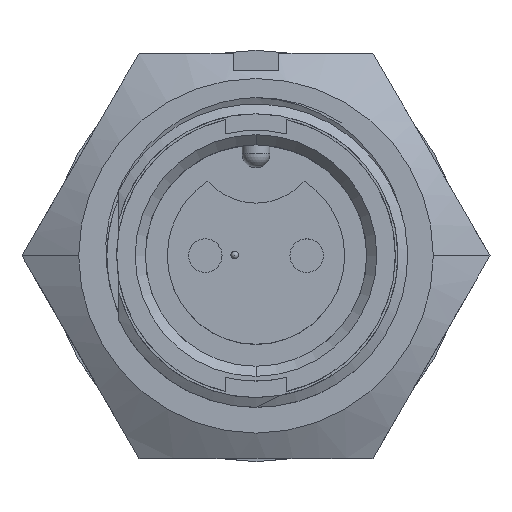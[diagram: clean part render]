
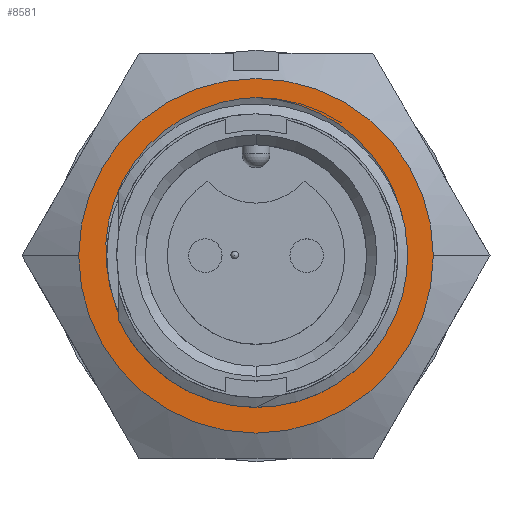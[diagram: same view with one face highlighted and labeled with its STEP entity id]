
A CAD part, top view. The second image highlights one B-rep face of the part: STEP entity #8581.
In plain terms, the highlighted planar face has unit normal (0, 0, 1).
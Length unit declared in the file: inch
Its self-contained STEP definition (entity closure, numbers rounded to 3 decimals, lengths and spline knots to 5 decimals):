
#2012 = CIRCLE ( 'NONE', #8288, 0.2945 ) ;
#2035 = CIRCLE ( 'NONE', #8248, 0.35 ) ;
#2036 = CIRCLE ( 'NONE', #8253, 0.35 ) ;
#5046 = EDGE_LOOP ( 'NONE', ( #5098, #5375 ) ) ;
#5098 = ORIENTED_EDGE ( 'NONE', *, *, #8728, .F. ) ;
#5375 = ORIENTED_EDGE ( 'NONE', *, *, #8733, .F. ) ;
#5379 = ORIENTED_EDGE ( 'NONE', *, *, #8730, .T. ) ;
#5464 = ORIENTED_EDGE ( 'NONE', *, *, #8608, .F. ) ;
#5499 = EDGE_LOOP ( 'NONE', ( #5379, #5725, #5464 ) ) ;
#5725 = ORIENTED_EDGE ( 'NONE', *, *, #8698, .T. ) ;
#5904 = VERTEX_POINT ( 'NONE', #11160 ) ;
#6038 = VERTEX_POINT ( 'NONE', #11210 ) ;
#6041 = VERTEX_POINT ( 'NONE', #11211 ) ;
#6155 = VERTEX_POINT ( 'NONE', #11245 ) ;
#6313 = VERTEX_POINT ( 'NONE', #11297 ) ;
#7584 = FACE_BOUND ( 'NONE', #5499, .T. ) ;
#7589 = FACE_OUTER_BOUND ( 'NONE', #5046, .T. ) ;
#7590 = AXIS2_PLACEMENT_3D ( 'NONE', #10060, #10061, #10062 ) ;
#8248 = AXIS2_PLACEMENT_3D ( 'NONE', #11032, #11042, #11043 ) ;
#8253 = AXIS2_PLACEMENT_3D ( 'NONE', #11101, #11102, #11103 ) ;
#8288 = AXIS2_PLACEMENT_3D ( 'NONE', #10388, #10389, #10390 ) ;
#8581 = ADVANCED_FACE ( 'NONE', ( #7584, #7589 ), #10053, .F. ) ;
#8608 = EDGE_CURVE ( 'NONE', #6313, #6041, #2012, .T. ) ;
#8698 = EDGE_CURVE ( 'NONE', #6155, #6041, #11590, .T. ) ;
#8728 = EDGE_CURVE ( 'NONE', #5904, #6038, #2035, .T. ) ;
#8730 = EDGE_CURVE ( 'NONE', #6313, #6155, #11633, .T. ) ;
#8733 = EDGE_CURVE ( 'NONE', #6038, #5904, #2036, .T. ) ;
#10053 = PLANE ( 'NONE',  #7590 ) ;
#10060 = CARTESIAN_POINT ( 'NONE',  ( -0.23094, -0.4, -0.319 ) ) ;
#10061 = DIRECTION ( 'NONE',  ( 0., 0., -1. ) ) ;
#10062 = DIRECTION ( 'NONE',  ( -1., 0., 0. ) ) ;
#10388 = CARTESIAN_POINT ( 'NONE',  ( 0., 0., -0.319 ) ) ;
#10389 = DIRECTION ( 'NONE',  ( 0., 0., 1. ) ) ;
#10390 = DIRECTION ( 'NONE',  ( 1., 0., 0. ) ) ;
#10843 = CARTESIAN_POINT ( 'NONE',  ( 0., 0.3125, -0.319 ) ) ;
#10844 = CARTESIAN_POINT ( 'NONE',  ( 0.01126, 0.31215, -0.319 ) ) ;
#10845 = CARTESIAN_POINT ( 'NONE',  ( 0.02246, 0.31119, -0.319 ) ) ;
#10846 = CARTESIAN_POINT ( 'NONE',  ( 0.04473, 0.30804, -0.319 ) ) ;
#10847 = CARTESIAN_POINT ( 'NONE',  ( 0.0558, 0.30585, -0.319 ) ) ;
#10848 = CARTESIAN_POINT ( 'NONE',  ( 0.08828, 0.29757, -0.319 ) ) ;
#10849 = CARTESIAN_POINT ( 'NONE',  ( 0.1092, 0.28976, -0.319 ) ) ;
#10850 = CARTESIAN_POINT ( 'NONE',  ( 0.14943, 0.26947, -0.319 ) ) ;
#10851 = CARTESIAN_POINT ( 'NONE',  ( 0.16807, 0.25734, -0.319 ) ) ;
#10852 = CARTESIAN_POINT ( 'NONE',  ( 0.20255, 0.22923, -0.319 ) ) ;
#10853 = CARTESIAN_POINT ( 'NONE',  ( 0.21849, 0.2131, -0.319 ) ) ;
#10854 = CARTESIAN_POINT ( 'NONE',  ( 0.24626, 0.1778, -0.319 ) ) ;
#10855 = CARTESIAN_POINT ( 'NONE',  ( 0.25816, 0.15857, -0.319 ) ) ;
#10856 = CARTESIAN_POINT ( 'NONE',  ( 0.27742, 0.11786, -0.319 ) ) ;
#10857 = CARTESIAN_POINT ( 'NONE',  ( 0.28463, 0.09675, -0.319 ) ) ;
#10858 = CARTESIAN_POINT ( 'NONE',  ( 0.2943, 0.05334, -0.319 ) ) ;
#10859 = CARTESIAN_POINT ( 'NONE',  ( 0.29673, 0.03074, -0.319 ) ) ;
#10860 = CARTESIAN_POINT ( 'NONE',  ( 0.29654, -0.01383, -0.319 ) ) ;
#10861 = CARTESIAN_POINT ( 'NONE',  ( 0.29395, -0.03594, -0.319 ) ) ;
#10862 = CARTESIAN_POINT ( 'NONE',  ( 0.28876, -0.05788, -0.319 ) ) ;
#11032 = CARTESIAN_POINT ( 'NONE',  ( 0., 0., -0.319 ) ) ;
#11042 = DIRECTION ( 'NONE',  ( 0., 0., -1. ) ) ;
#11043 = DIRECTION ( 'NONE',  ( -1., 0., 0. ) ) ;
#11044 = CARTESIAN_POINT ( 'NONE',  ( -0.28876, -0.05788, -0.319 ) ) ;
#11048 = CARTESIAN_POINT ( 'NONE',  ( -0.29136, -0.04691, -0.319 ) ) ;
#11049 = CARTESIAN_POINT ( 'NONE',  ( -0.29331, -0.03584, -0.319 ) ) ;
#11050 = CARTESIAN_POINT ( 'NONE',  ( -0.29594, -0.01351, -0.319 ) ) ;
#11051 = CARTESIAN_POINT ( 'NONE',  ( -0.2966, -0.00224, -0.319 ) ) ;
#11052 = CARTESIAN_POINT ( 'NONE',  ( -0.2967, 0.03127, -0.319 ) ) ;
#11053 = CARTESIAN_POINT ( 'NONE',  ( -0.2943, 0.05346, -0.319 ) ) ;
#11054 = CARTESIAN_POINT ( 'NONE',  ( -0.28445, 0.09743, -0.319 ) ) ;
#11055 = CARTESIAN_POINT ( 'NONE',  ( -0.27717, 0.11846, -0.319 ) ) ;
#11056 = CARTESIAN_POINT ( 'NONE',  ( -0.25809, 0.15867, -0.319 ) ) ;
#11057 = CARTESIAN_POINT ( 'NONE',  ( -0.24611, 0.178, -0.319 ) ) ;
#11058 = CARTESIAN_POINT ( 'NONE',  ( -0.21858, 0.21298, -0.319 ) ) ;
#11059 = CARTESIAN_POINT ( 'NONE',  ( -0.20298, 0.22885, -0.319 ) ) ;
#11060 = CARTESIAN_POINT ( 'NONE',  ( -0.16811, 0.25734, -0.319 ) ) ;
#11061 = CARTESIAN_POINT ( 'NONE',  ( -0.14941, 0.26946, -0.319 ) ) ;
#11062 = CARTESIAN_POINT ( 'NONE',  ( -0.10971, 0.28953, -0.319 ) ) ;
#11063 = CARTESIAN_POINT ( 'NONE',  ( -0.0885, 0.29751, -0.319 ) ) ;
#11064 = CARTESIAN_POINT ( 'NONE',  ( -0.04496, 0.30862, -0.319 ) ) ;
#11065 = CARTESIAN_POINT ( 'NONE',  ( -0.02252, 0.3118, -0.319 ) ) ;
#11066 = CARTESIAN_POINT ( 'NONE',  ( 0., 0.3125, -0.319 ) ) ;
#11101 = CARTESIAN_POINT ( 'NONE',  ( 0., 0., -0.319 ) ) ;
#11102 = DIRECTION ( 'NONE',  ( 0., 0., -1. ) ) ;
#11103 = DIRECTION ( 'NONE',  ( -1., 0., 0. ) ) ;
#11160 = CARTESIAN_POINT ( 'NONE',  ( -0.35, 0., -0.319 ) ) ;
#11210 = CARTESIAN_POINT ( 'NONE',  ( 0.35, 0., -0.319 ) ) ;
#11211 = CARTESIAN_POINT ( 'NONE',  ( 0.28876, -0.05788, -0.319 ) ) ;
#11245 = CARTESIAN_POINT ( 'NONE',  ( 0., 0.3125, -0.319 ) ) ;
#11297 = CARTESIAN_POINT ( 'NONE',  ( -0.28876, -0.05788, -0.319 ) ) ;
#11590 = B_SPLINE_CURVE_WITH_KNOTS ( 'NONE', 3,
 ( #10843, #10844, #10845, #10846, #10847, #10848, #10849, #10850, #10851, #10852, #10853, #10854, #10855, #10856, #10857, #10858, #10859, #10860, #10861, #10862 ),
 .UNSPECIFIED., .F., .F.,
 ( 4, 2, 2, 2, 2, 2, 2, 2, 2, 4 ),
 ( 0., 0.00086, 0.00171, 0.00343, 0.00514, 0.00685, 0.00856, 0.01028, 0.01199, 0.0137 ),
 .UNSPECIFIED. ) ;
#11633 = B_SPLINE_CURVE_WITH_KNOTS ( 'NONE', 3,
 ( #11044, #11048, #11049, #11050, #11051, #11052, #11053, #11054, #11055, #11056, #11057, #11058, #11059, #11060, #11061, #11062, #11063, #11064, #11065, #11066 ),
 .UNSPECIFIED., .F., .F.,
 ( 4, 2, 2, 2, 2, 2, 2, 2, 2, 4 ),
 ( 0., 0.00086, 0.00171, 0.00343, 0.00514, 0.00685, 0.00856, 0.01028, 0.01199, 0.0137 ),
 .UNSPECIFIED. ) ;
